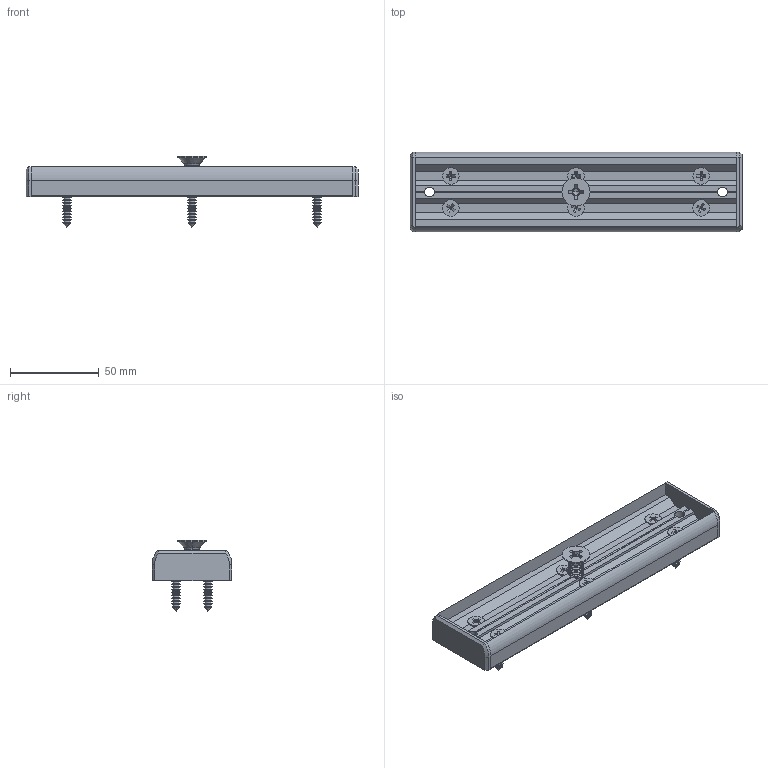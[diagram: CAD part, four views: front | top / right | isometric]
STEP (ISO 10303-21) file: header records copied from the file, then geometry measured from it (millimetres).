
FILE_DESCRIPTION (( 'STEP AP214' ), '1' );
FILE_NAME ('EF300SCP.step', '2021-07-29T14:13:10', ( '' ), ( '' ), 'SwSTEP 2.0', 'SolidWorks 2020', '' );
FILE_SCHEMA (( 'AUTOMOTIVE_DESIGN' ));
Length unit declared in the file: millimetre
Products named in the file (9): Tapping screw DIN 7982-ST4.8x25-C-H-S-6; Tapping screw DIN 7982-ST4.8x25-C-H-S-5; Tapping screw DIN 7982-ST4.8x25-C-H-S-4; ISO 7046-1 - M8 x 20 - Z --- 20S-1; EF300SCP; Group1; Tapping screw DIN 7982-ST4.8x25-C-H-S-3; Tapping screw DIN 7982-ST4.8x25-C-H-S-2; Tapping screw DIN 7982-ST4.8x25-C-H-S-1
Assembly tree (8 placements, depth 2):
  EF300SCP
    Group1
    Tapping screw DIN 7982-ST4.8x25-C-H-S-4
    Tapping screw DIN 7982-ST4.8x25-C-H-S-2
    Tapping screw DIN 7982-ST4.8x25-C-H-S-1
    Tapping screw DIN 7982-ST4.8x25-C-H-S-3
    ISO 7046-1 - M8 x 20 - Z --- 20S-1
    Tapping screw DIN 7982-ST4.8x25-C-H-S-5
    Tapping screw DIN 7982-ST4.8x25-C-H-S-6
Bounding box: 187 x 45 x 40.3 mm (x, y, z)
Volume: 57674.2 mm3; surface area: 40945.3 mm2
Topology: 8 solids, 8 shells, 893 faces, 2028 edges, 1133 vertices
Faces by surface type: cone 414, cylinder 248, plane 197, bspline 24, torus 10
Entity records: 26004 total; most frequent: CARTESIAN_POINT 4815, DIRECTION 4486, ORIENTED_EDGE 4028, EDGE_CURVE 2014, AXIS2_PLACEMENT_3D 1684, VERTEX_POINT 1133, LINE 1118, VECTOR 1118
